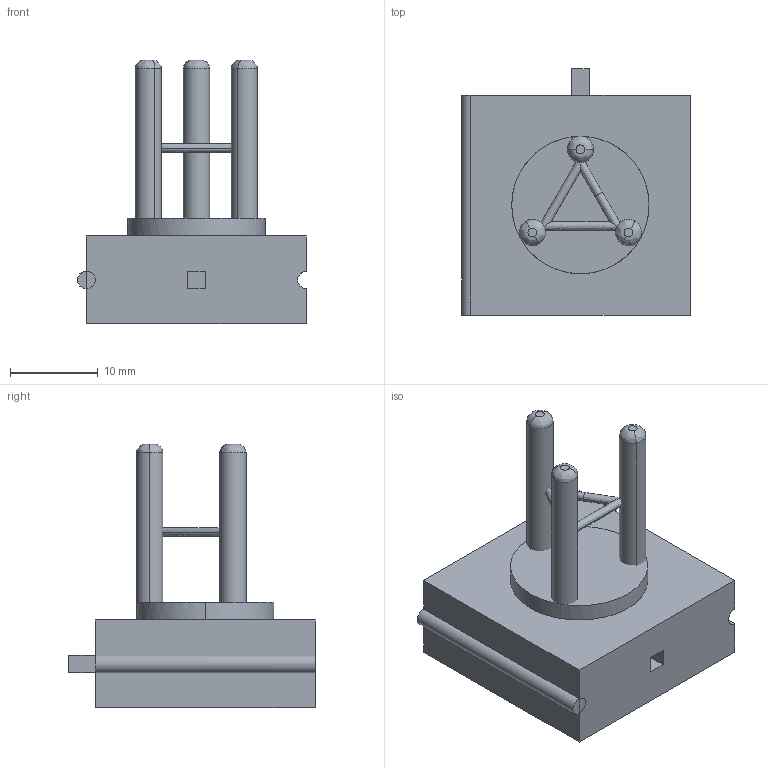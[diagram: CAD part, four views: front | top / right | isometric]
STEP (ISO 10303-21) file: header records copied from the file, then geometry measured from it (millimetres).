
FILE_DESCRIPTION(/* description */ (''),/* implementation_level */ '2;1');
FILE_NAME(/* name */ 'RINGSI~1',/* time_stamp */ '2020-09-09T12:46:30+01:00',/* author */ (''),/* organization */ (''),/* preprocessor_version */ 'ST-DEVELOPER v15',/* originating_system */ '',/* authorisation */ '');
FILE_SCHEMA (('CONFIG_CONTROL_DESIGN'));
Length unit declared in the file: millimetre
Products named in the file (1): Document
Bounding box: 26 x 28 x 30 mm (x, y, z)
Volume: 7073.9 mm3; surface area: 3517.7 mm2
Topology: 7 solids, 7 shells, 55 faces, 114 edges, 73 vertices
Faces by surface type: bspline 55
Entity records: 4090 total; most frequent: CARTESIAN_POINT 2562, B_SPLINE_CURVE_WITH_KNOTS 254, ORIENTED_EDGE 224, PCURVE 224, DEFINITIONAL_REPRESENTATION 224, SURFACE_CURVE 112, EDGE_CURVE 112, VERTEX_POINT 70
